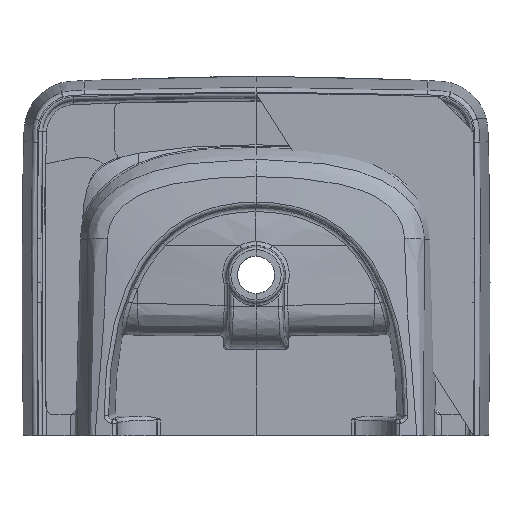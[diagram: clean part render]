
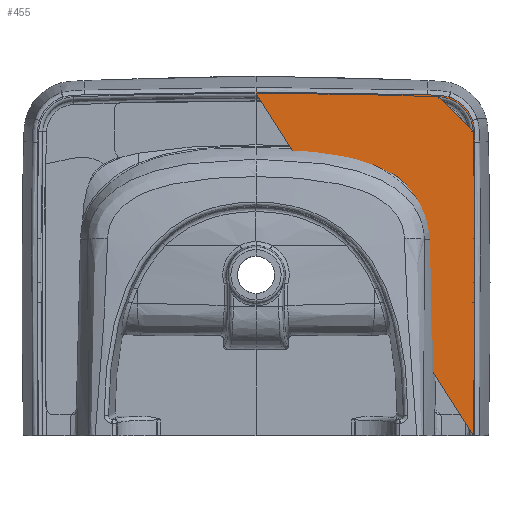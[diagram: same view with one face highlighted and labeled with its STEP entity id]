
A CAD part, front view. The second image highlights one B-rep face of the part: STEP entity #455.
In plain terms, the highlighted planar face has unit normal (0, -1, 0).
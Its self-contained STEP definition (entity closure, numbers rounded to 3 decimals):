
#249=PLANE('',#4781);
#271=CIRCLE('',#4774,46.12);
#274=CIRCLE('',#4778,6977.478);
#326=LINE('',#5224,#358);
#338=LINE('',#10615,#371);
#358=VECTOR('',#4859,1.);
#371=VECTOR('',#4930,1.);
#455=ADVANCED_FACE('',(#859),#249,.T.);
#859=FACE_OUTER_BOUND('',#1160,.T.);
#1160=EDGE_LOOP('',(#1703,#1704,#1705,#1706,#1707,#1708,#1709,#1710,#1711,
#1712,#1713,#1714,#1715));
#1703=ORIENTED_EDGE('',*,*,#3513,.F.);
#1704=ORIENTED_EDGE('',*,*,#3541,.F.);
#1705=ORIENTED_EDGE('',*,*,#3543,.T.);
#1706=ORIENTED_EDGE('',*,*,#3544,.T.);
#1707=ORIENTED_EDGE('',*,*,#3545,.F.);
#1708=ORIENTED_EDGE('',*,*,#3528,.F.);
#1709=ORIENTED_EDGE('',*,*,#3525,.F.);
#1710=ORIENTED_EDGE('',*,*,#3524,.F.);
#1711=ORIENTED_EDGE('',*,*,#3522,.F.);
#1712=ORIENTED_EDGE('',*,*,#3520,.F.);
#1713=ORIENTED_EDGE('',*,*,#3518,.F.);
#1714=ORIENTED_EDGE('',*,*,#3370,.F.);
#1715=ORIENTED_EDGE('',*,*,#3516,.F.);
#2917=VERTEX_POINT('',#5223);
#2918=VERTEX_POINT('',#5225);
#3013=VERTEX_POINT('',#10065);
#3014=VERTEX_POINT('',#10072);
#3015=VERTEX_POINT('',#10142);
#3016=VERTEX_POINT('',#10182);
#3017=VERTEX_POINT('',#10200);
#3018=VERTEX_POINT('',#10221);
#3019=VERTEX_POINT('',#10239);
#3020=VERTEX_POINT('',#10243);
#3027=VERTEX_POINT('',#10554);
#3028=VERTEX_POINT('',#10609);
#3029=VERTEX_POINT('',#10614);
#3370=EDGE_CURVE('',#2917,#2918,#326,.T.);
#3513=EDGE_CURVE('',#3013,#3014,#4238,.T.);
#3516=EDGE_CURVE('',#3014,#2917,#4241,.T.);
#3518=EDGE_CURVE('',#2918,#3015,#4242,.T.);
#3520=EDGE_CURVE('',#3015,#3016,#4243,.T.);
#3522=EDGE_CURVE('',#3016,#3017,#4244,.T.);
#3524=EDGE_CURVE('',#3017,#3018,#4245,.T.);
#3525=EDGE_CURVE('',#3018,#3019,#271,.T.);
#3528=EDGE_CURVE('',#3019,#3020,#274,.T.);
#3541=EDGE_CURVE('',#3027,#3013,#4257,.T.);
#3543=EDGE_CURVE('',#3027,#3028,#4259,.T.);
#3544=EDGE_CURVE('',#3028,#3029,#4260,.T.);
#3545=EDGE_CURVE('',#3020,#3029,#338,.T.);
#4238=B_SPLINE_CURVE_WITH_KNOTS('',3,(#10066,#10067,#10068,#10069,#10070,
#10071),.UNSPECIFIED.,.F.,.F.,(4,2,4),(0.,0.5,1.),.UNSPECIFIED.);
#4241=B_SPLINE_CURVE_WITH_KNOTS('',3,(#10109,#10110,#10111,#10112,#10113,
#10114,#10115,#10116),.UNSPECIFIED.,.F.,.F.,(4,2,2,4),(0.,0.25,0.5,1.),
 .UNSPECIFIED.);
#4242=B_SPLINE_CURVE_WITH_KNOTS('',3,(#10143,#10144,#10145,#10146,#10147,
#10148,#10149,#10150),.UNSPECIFIED.,.F.,.F.,(4,2,2,4),(0.,0.5,0.75,1.),
 .UNSPECIFIED.);
#4243=B_SPLINE_CURVE_WITH_KNOTS('',3,(#10183,#10184,#10185,#10186),
 .UNSPECIFIED.,.F.,.F.,(4,4),(0.,1.),.UNSPECIFIED.);
#4244=B_SPLINE_CURVE_WITH_KNOTS('',3,(#10201,#10202,#10203,#10204,#10205,
#10206,#10207),.UNSPECIFIED.,.F.,.F.,(4,3,4),(0.,0.544,1.),
 .UNSPECIFIED.);
#4245=B_SPLINE_CURVE_WITH_KNOTS('',3,(#10222,#10223,#10224,#10225),
 .UNSPECIFIED.,.F.,.F.,(4,4),(0.,1.),.UNSPECIFIED.);
#4257=B_SPLINE_CURVE_WITH_KNOTS('',3,(#10555,#10556,#10557,#10558,#10559,
#10560,#10561,#10562),.UNSPECIFIED.,.F.,.F.,(4,2,2,4),(0.,0.5,
0.75,1.),.UNSPECIFIED.);
#4259=B_SPLINE_CURVE_WITH_KNOTS('',3,(#10601,#10602,#10603,#10604,#10605,
#10606,#10607,#10608),.UNSPECIFIED.,.F.,.F.,(4,2,2,4),(0.,0.25,
0.5,1.),.UNSPECIFIED.);
#4260=B_SPLINE_CURVE_WITH_KNOTS('',3,(#10610,#10611,#10612,#10613),
 .UNSPECIFIED.,.F.,.F.,(4,4),(0.,1.),.UNSPECIFIED.);
#4774=AXIS2_PLACEMENT_3D('',#10238,#4916,#4917);
#4778=AXIS2_PLACEMENT_3D('',#10244,#4924,#4925);
#4781=AXIS2_PLACEMENT_3D('',#10616,#4931,#4932);
#4859=DIRECTION('',(-1.,0.,0.));
#4916=DIRECTION('',(0.,-1.,0.));
#4917=DIRECTION('',(0.,0.,-1.));
#4924=DIRECTION('',(0.,-1.,0.));
#4925=DIRECTION('',(0.,0.,-1.));
#4930=DIRECTION('',(0.,0.,1.));
#4931=DIRECTION('',(0.,-1.,0.));
#4932=DIRECTION('',(0.,0.,1.));
#5223=CARTESIAN_POINT('',(280.179,-100.,0.));
#5224=CARTESIAN_POINT('',(149.695,-100.,0.));
#5225=CARTESIAN_POINT('',(278.21,-100.,0.));
#10065=CARTESIAN_POINT('',(277.295,-100.,403.287));
#10066=CARTESIAN_POINT('',(277.295,-100.,403.287));
#10067=CARTESIAN_POINT('',(278.826,-100.,398.826));
#10068=CARTESIAN_POINT('',(279.328,-100.,394.135));
#10069=CARTESIAN_POINT('',(279.987,-100.,384.776));
#10070=CARTESIAN_POINT('',(280.107,-100.,380.085));
#10071=CARTESIAN_POINT('',(280.212,-100.,375.394));
#10072=CARTESIAN_POINT('',(280.212,-100.,375.394));
#10109=CARTESIAN_POINT('',(280.212,-100.,375.394));
#10110=CARTESIAN_POINT('',(280.916,-100.,344.117));
#10111=CARTESIAN_POINT('',(281.407,-100.,312.836));
#10112=CARTESIAN_POINT('',(281.966,-100.,250.268));
#10113=CARTESIAN_POINT('',(282.001,-100.,218.983));
#10114=CARTESIAN_POINT('',(281.792,-100.,125.128));
#10115=CARTESIAN_POINT('',(281.208,-100.,62.562));
#10116=CARTESIAN_POINT('',(280.179,-100.,0.));
#10142=CARTESIAN_POINT('',(279.993,-100.,170.155));
#10143=CARTESIAN_POINT('',(278.21,-100.,0.));
#10144=CARTESIAN_POINT('',(278.685,-100.,28.357));
#10145=CARTESIAN_POINT('',(279.074,-100.,56.715));
#10146=CARTESIAN_POINT('',(279.516,-100.,99.254));
#10147=CARTESIAN_POINT('',(279.64,-100.,113.434));
#10148=CARTESIAN_POINT('',(279.844,-100.,141.794));
#10149=CARTESIAN_POINT('',(279.86,-100.,155.975));
#10150=CARTESIAN_POINT('',(279.993,-100.,170.155));
#10182=CARTESIAN_POINT('',(280.181,-100.,195.825));
#10183=CARTESIAN_POINT('',(279.993,-100.,170.155));
#10184=CARTESIAN_POINT('',(280.073,-100.,178.711));
#10185=CARTESIAN_POINT('',(280.137,-100.,187.268));
#10186=CARTESIAN_POINT('',(280.181,-100.,195.825));
#10200=CARTESIAN_POINT('',(280.207,-100.,252.431));
#10201=CARTESIAN_POINT('',(280.181,-100.,195.825));
#10202=CARTESIAN_POINT('',(280.234,-100.,206.099));
#10203=CARTESIAN_POINT('',(280.261,-100.,216.372));
#10204=CARTESIAN_POINT('',(280.262,-100.,226.646));
#10205=CARTESIAN_POINT('',(280.262,-100.,235.241));
#10206=CARTESIAN_POINT('',(280.244,-100.,243.836));
#10207=CARTESIAN_POINT('',(280.207,-100.,252.431));
#10221=CARTESIAN_POINT('',(278.071,-100.,388.724));
#10222=CARTESIAN_POINT('',(280.207,-100.,252.431));
#10223=CARTESIAN_POINT('',(280.013,-100.,297.869));
#10224=CARTESIAN_POINT('',(279.301,-100.,343.302));
#10225=CARTESIAN_POINT('',(278.071,-100.,388.724));
#10238=CARTESIAN_POINT('',(231.968,-100.,387.475));
#10239=CARTESIAN_POINT('',(233.511,-100.,433.569));
#10243=CARTESIAN_POINT('',(0.,-100.,437.478));
#10244=CARTESIAN_POINT('',(0.,-100.,-6540.));
#10554=CARTESIAN_POINT('',(247.217,-100.,433.05));
#10555=CARTESIAN_POINT('',(247.217,-100.,433.05));
#10556=CARTESIAN_POINT('',(254.211,-100.,430.73));
#10557=CARTESIAN_POINT('',(260.584,-100.,426.793));
#10558=CARTESIAN_POINT('',(268.335,-100.,419.119));
#10559=CARTESIAN_POINT('',(270.66,-100.,416.216));
#10560=CARTESIAN_POINT('',(274.527,-100.,410.051));
#10561=CARTESIAN_POINT('',(276.099,-100.,406.772));
#10562=CARTESIAN_POINT('',(277.295,-100.,403.287));
#10601=CARTESIAN_POINT('',(247.217,-100.,433.05));
#10602=CARTESIAN_POINT('',(244.953,-100.,433.801));
#10603=CARTESIAN_POINT('',(242.642,-100.,434.229));
#10604=CARTESIAN_POINT('',(237.987,-100.,434.875));
#10605=CARTESIAN_POINT('',(235.644,-100.,435.088));
#10606=CARTESIAN_POINT('',(228.598,-100.,435.613));
#10607=CARTESIAN_POINT('',(223.883,-100.,435.8));
#10608=CARTESIAN_POINT('',(219.172,-100.,435.956));
#10609=CARTESIAN_POINT('',(219.172,-100.,435.956));
#10610=CARTESIAN_POINT('',(219.172,-100.,435.956));
#10611=CARTESIAN_POINT('',(146.135,-100.,438.373));
#10612=CARTESIAN_POINT('',(73.077,-100.,439.578));
#10613=CARTESIAN_POINT('',(0.,-100.,439.578));
#10614=CARTESIAN_POINT('',(0.,-100.,439.578));
#10615=CARTESIAN_POINT('',(0.,-100.,387.475));
#10616=CARTESIAN_POINT('',(231.968,-100.,387.475));
